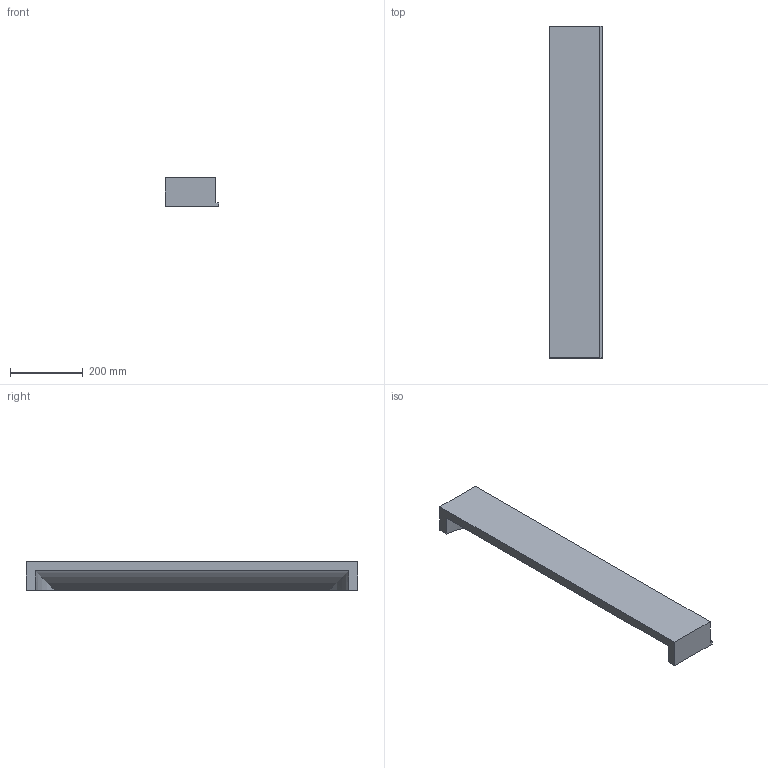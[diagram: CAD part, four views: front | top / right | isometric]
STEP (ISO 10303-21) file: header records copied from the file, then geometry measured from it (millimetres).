
FILE_DESCRIPTION(/* description */ (''),/* implementation_level */ '2;1');
FILE_NAME(/* name */ 'X - head - 2.step',/* time_stamp */ '2022-03-02T18:47:03-06:00',/* author */ (''),/* organization */ (''),/* preprocessor_version */ 'ST-DEVELOPER v18.1',/* originating_system */ 'Autodesk Translation Framework v10.13.0.1454',/* authorisation */ '');
FILE_SCHEMA (('AUTOMOTIVE_DESIGN { 1 0 10303 214 3 1 1 }'));
Length unit declared in the file: inch
Products named in the file (1): X - head - 2
Bounding box: 146.05 x 914.4 x 79.38 mm (x, y, z)
Volume: 6617046.7 mm3; surface area: 407436.4 mm2
Topology: 1 solids, 1 shells, 11 faces, 27 edges, 18 vertices
Faces by surface type: plane 8, cylinder 3
Entity records: 360 total; most frequent: CARTESIAN_POINT 57, DIRECTION 55, ORIENTED_EDGE 54, EDGE_CURVE 27, LINE 23, VECTOR 23, VERTEX_POINT 18, AXIS2_PLACEMENT_3D 16
